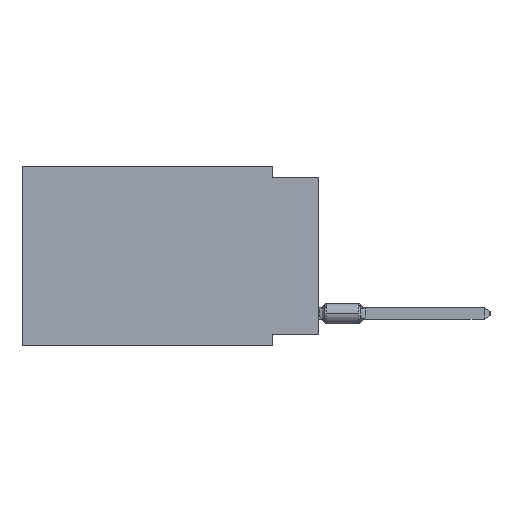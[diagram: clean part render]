
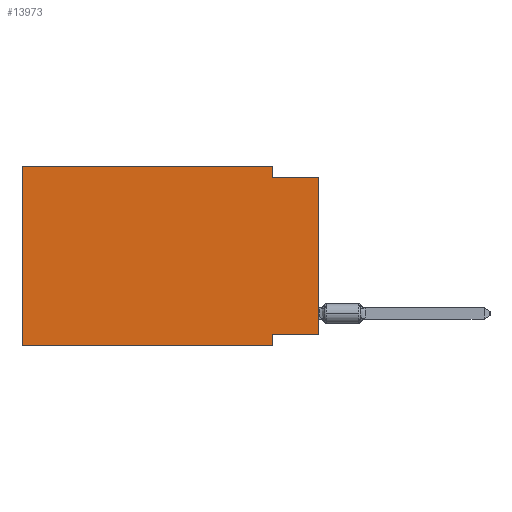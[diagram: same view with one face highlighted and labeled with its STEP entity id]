
A CAD part, left-side view. The second image highlights one B-rep face of the part: STEP entity #13973.
In plain terms, the highlighted planar face has unit normal (-1, 0, 0).
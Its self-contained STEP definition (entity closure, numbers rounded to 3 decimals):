
#147 = EDGE_CURVE ( 'NONE', #20042, #7252, #7112, .T. ) ;
#267 = CARTESIAN_POINT ( 'NONE',  ( 0., 16.383, 0. ) ) ;
#1375 = VECTOR ( 'NONE', #19162, 1000. ) ;
#1471 = CARTESIAN_POINT ( 'NONE',  ( 0., 0., -9.271 ) ) ;
#1605 = PLANE ( 'NONE',  #19367 ) ;
#1999 = ORIENTED_EDGE ( 'NONE', *, *, #16214, .T. ) ;
#2682 = DIRECTION ( 'NONE',  ( 0., 0., 1. ) ) ;
#3419 = LINE ( 'NONE', #19773, #9192 ) ;
#3446 = LINE ( 'NONE', #12037, #18138 ) ;
#3788 = DIRECTION ( 'NONE',  ( 0., 1., 0. ) ) ;
#4336 = ORIENTED_EDGE ( 'NONE', *, *, #17582, .F. ) ;
#4755 = EDGE_CURVE ( 'NONE', #23670, #26074, #3419, .T. ) ;
#4949 = ORIENTED_EDGE ( 'NONE', *, *, #4755, .F. ) ;
#5592 = DIRECTION ( 'NONE',  ( 0., 0., 1. ) ) ;
#5669 = LINE ( 'NONE', #19726, #11724 ) ;
#5697 = VECTOR ( 'NONE', #21907, 1000. ) ;
#5724 = EDGE_CURVE ( 'NONE', #16184, #20042, #12865, .T. ) ;
#5971 = CARTESIAN_POINT ( 'NONE',  ( 0., 2.54, -9.906 ) ) ;
#7112 = LINE ( 'NONE', #19416, #1375 ) ;
#7252 = VERTEX_POINT ( 'NONE', #14087 ) ;
#7756 = DIRECTION ( 'NONE',  ( 1., 0., 0. ) ) ;
#7868 = LINE ( 'NONE', #16035, #23223 ) ;
#8218 = CARTESIAN_POINT ( 'NONE',  ( 0., 2.54, -9.906 ) ) ;
#8247 = DIRECTION ( 'NONE',  ( 0., 0., -1. ) ) ;
#9192 = VECTOR ( 'NONE', #20181, 1000. ) ;
#9373 = VERTEX_POINT ( 'NONE', #1471 ) ;
#9381 = DIRECTION ( 'NONE',  ( 0., 0., -1. ) ) ;
#9758 = EDGE_CURVE ( 'NONE', #9373, #26074, #24229, .T. ) ;
#9779 = DIRECTION ( 'NONE',  ( 0., -1., 0. ) ) ;
#9899 = CARTESIAN_POINT ( 'NONE',  ( 0., 2.54, -0.635 ) ) ;
#11252 = ORIENTED_EDGE ( 'NONE', *, *, #18955, .F. ) ;
#11724 = VECTOR ( 'NONE', #3788, 1000. ) ;
#11831 = VECTOR ( 'NONE', #5592, 1000. ) ;
#12037 = CARTESIAN_POINT ( 'NONE',  ( 0., 16.383, -9.906 ) ) ;
#12313 = VERTEX_POINT ( 'NONE', #8218 ) ;
#12865 = LINE ( 'NONE', #18791, #15639 ) ;
#13973 = ADVANCED_FACE ( 'NONE', ( #17815 ), #1605, .F. ) ;
#14087 = CARTESIAN_POINT ( 'NONE',  ( 0., 2.54, 0. ) ) ;
#14433 = EDGE_CURVE ( 'NONE', #7252, #23670, #7868, .T. ) ;
#15639 = VECTOR ( 'NONE', #2682, 1000. ) ;
#15724 = EDGE_LOOP ( 'NONE', ( #24968, #4949, #23823, #26099, #16881, #1999, #11252, #4336 ) ) ;
#16035 = CARTESIAN_POINT ( 'NONE',  ( 0., 2.54, 0. ) ) ;
#16184 = VERTEX_POINT ( 'NONE', #21190 ) ;
#16214 = EDGE_CURVE ( 'NONE', #16184, #12313, #3446, .T. ) ;
#16881 = ORIENTED_EDGE ( 'NONE', *, *, #5724, .F. ) ;
#17582 = EDGE_CURVE ( 'NONE', #9373, #18871, #5669, .T. ) ;
#17815 = FACE_OUTER_BOUND ( 'NONE', #15724, .T. ) ;
#18138 = VECTOR ( 'NONE', #9779, 1000. ) ;
#18155 = LINE ( 'NONE', #5971, #5697 ) ;
#18791 = CARTESIAN_POINT ( 'NONE',  ( 0., 16.383, 0. ) ) ;
#18871 = VERTEX_POINT ( 'NONE', #23808 ) ;
#18955 = EDGE_CURVE ( 'NONE', #18871, #12313, #18155, .T. ) ;
#19162 = DIRECTION ( 'NONE',  ( 0., -1., 0. ) ) ;
#19367 = AXIS2_PLACEMENT_3D ( 'NONE', #26111, #7756, #9381 ) ;
#19416 = CARTESIAN_POINT ( 'NONE',  ( 0., 16.383, 0. ) ) ;
#19726 = CARTESIAN_POINT ( 'NONE',  ( 0., 0., -9.271 ) ) ;
#19773 = CARTESIAN_POINT ( 'NONE',  ( 0., 0., -0.635 ) ) ;
#20042 = VERTEX_POINT ( 'NONE', #267 ) ;
#20181 = DIRECTION ( 'NONE',  ( 0., -1., 0. ) ) ;
#21190 = CARTESIAN_POINT ( 'NONE',  ( 0., 16.383, -9.906 ) ) ;
#21907 = DIRECTION ( 'NONE',  ( 0., 0., -1. ) ) ;
#23223 = VECTOR ( 'NONE', #8247, 1000. ) ;
#23670 = VERTEX_POINT ( 'NONE', #9899 ) ;
#23808 = CARTESIAN_POINT ( 'NONE',  ( 0., 2.54, -9.271 ) ) ;
#23823 = ORIENTED_EDGE ( 'NONE', *, *, #14433, .F. ) ;
#23955 = CARTESIAN_POINT ( 'NONE',  ( 0., 0., 0. ) ) ;
#24229 = LINE ( 'NONE', #23955, #11831 ) ;
#24612 = CARTESIAN_POINT ( 'NONE',  ( 0., 0., -0.635 ) ) ;
#24968 = ORIENTED_EDGE ( 'NONE', *, *, #9758, .T. ) ;
#26074 = VERTEX_POINT ( 'NONE', #24612 ) ;
#26099 = ORIENTED_EDGE ( 'NONE', *, *, #147, .F. ) ;
#26111 = CARTESIAN_POINT ( 'NONE',  ( 0., 16.383, 0. ) ) ;
